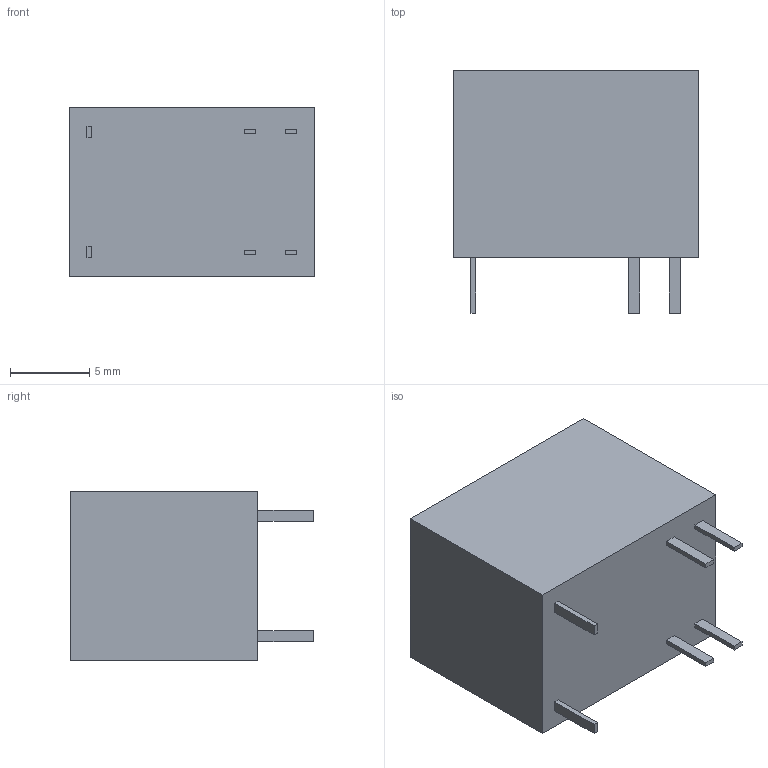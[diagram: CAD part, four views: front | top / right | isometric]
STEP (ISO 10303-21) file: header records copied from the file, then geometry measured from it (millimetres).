
FILE_DESCRIPTION (( 'STEP AP214' ), '1' );
FILE_NAME ('User Library-TRB.STEP', '2016-06-27T12:48:30', ( 'Windows User' ), ( '' ), 'SwSTEP 2.0', 'SolidWorks 2016', '' );
FILE_SCHEMA (( 'AUTOMOTIVE_DESIGN' ));
Length unit declared in the file: millimetre
Products named in the file (1): User Library-TRB
Bounding box: 15.5 x 15.31 x 10.7 mm (x, y, z)
Volume: 1961.5 mm3; surface area: 1004.7 mm2
Topology: 18 solids, 18 shells, 207 faces, 513 edges, 342 vertices
Faces by surface type: plane 138, bspline 69
Entity records: 14303 total; most frequent: CARTESIAN_POINT 7354, ORIENTED_EDGE 1026, DIRECTION 653, EDGE_CURVE 513, LINE 375, VECTOR 375, VERTEX_POINT 342, UNCERTAINTY_MEASURE_WITH_UNIT 227
